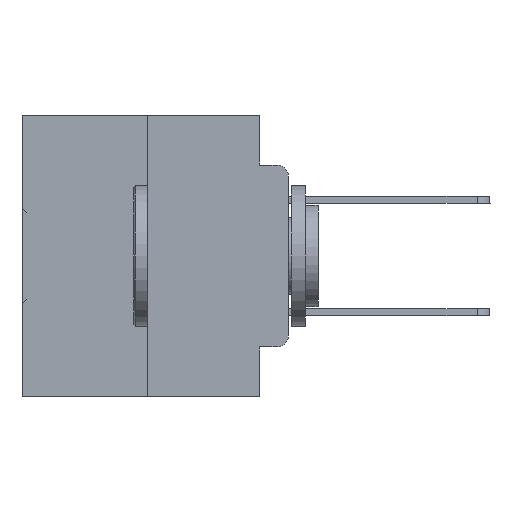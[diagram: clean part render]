
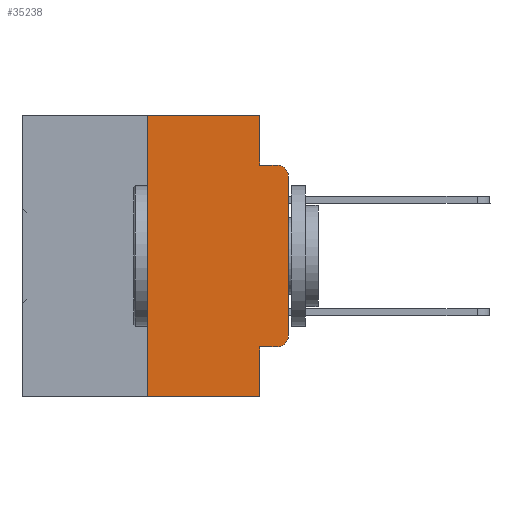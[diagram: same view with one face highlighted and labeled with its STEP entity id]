
A CAD part, left-side view. The second image highlights one B-rep face of the part: STEP entity #35238.
In plain terms, the highlighted planar face has unit normal (-1, 0, 0).
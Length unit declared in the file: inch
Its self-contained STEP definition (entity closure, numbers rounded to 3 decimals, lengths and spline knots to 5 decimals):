
#5 = VERTEX_POINT ( 'NONE', #32804 ) ;
#180 = CIRCLE ( 'NONE', #25941, 0.02 ) ;
#241 = DIRECTION ( 'NONE',  ( 0., -1., 0. ) ) ;
#895 = DIRECTION ( 'NONE',  ( 0., -1., 0. ) ) ;
#1195 = ORIENTED_EDGE ( 'NONE', *, *, #21560, .T. ) ;
#1255 = VERTEX_POINT ( 'NONE', #7444 ) ;
#1798 = VECTOR ( 'NONE', #33830, 39.37008 ) ;
#1869 = EDGE_CURVE ( 'NONE', #32311, #23884, #6845, .T. ) ;
#2061 = LINE ( 'NONE', #15119, #27836 ) ;
#2221 = LINE ( 'NONE', #9872, #4071 ) ;
#3199 = CARTESIAN_POINT ( 'NONE',  ( 0., 0.25, -0.5 ) ) ;
#4071 = VECTOR ( 'NONE', #26955, 39.37008 ) ;
#4803 = EDGE_CURVE ( 'NONE', #17259, #1255, #2221, .T. ) ;
#4848 = CARTESIAN_POINT ( 'NONE',  ( 0., 0.473, 0. ) ) ;
#4944 = CARTESIAN_POINT ( 'NONE',  ( 0., 0.02, -0.1085 ) ) ;
#4978 = AXIS2_PLACEMENT_3D ( 'NONE', #4944, #27779, #5329 ) ;
#5329 = DIRECTION ( 'NONE',  ( 0., 0., -1. ) ) ;
#5676 = VERTEX_POINT ( 'NONE', #13755 ) ;
#5702 = VECTOR ( 'NONE', #13032, 39.37008 ) ;
#5910 = EDGE_CURVE ( 'NONE', #5, #23884, #29776, .T. ) ;
#6195 = CARTESIAN_POINT ( 'NONE',  ( 0., 0.051, -0.5 ) ) ;
#6845 = LINE ( 'NONE', #10379, #13461 ) ;
#7444 = CARTESIAN_POINT ( 'NONE',  ( 0., 0.051, 0. ) ) ;
#7590 = ORIENTED_EDGE ( 'NONE', *, *, #23098, .T. ) ;
#8466 = CARTESIAN_POINT ( 'NONE',  ( 0., 0., -0.3915 ) ) ;
#9872 = CARTESIAN_POINT ( 'NONE',  ( 0., 0.473, 0. ) ) ;
#10366 = LINE ( 'NONE', #16100, #32120 ) ;
#10379 = CARTESIAN_POINT ( 'NONE',  ( 0., 0.051, -0.0885 ) ) ;
#11575 = EDGE_CURVE ( 'NONE', #5676, #31600, #34449, .T. ) ;
#12415 = VECTOR ( 'NONE', #16747, 39.37008 ) ;
#12683 = VERTEX_POINT ( 'NONE', #18087 ) ;
#13032 = DIRECTION ( 'NONE',  ( 0., 0., 1. ) ) ;
#13044 = EDGE_CURVE ( 'NONE', #5676, #12683, #10366, .T. ) ;
#13179 = PLANE ( 'NONE',  #21138 ) ;
#13328 = DIRECTION ( 'NONE',  ( 0., -1., 0. ) ) ;
#13461 = VECTOR ( 'NONE', #241, 39.37008 ) ;
#13755 = CARTESIAN_POINT ( 'NONE',  ( 0., 0.051, -0.4115 ) ) ;
#14250 = ORIENTED_EDGE ( 'NONE', *, *, #11575, .F. ) ;
#15119 = CARTESIAN_POINT ( 'NONE',  ( 0., 0.473, -0.5 ) ) ;
#15429 = ORIENTED_EDGE ( 'NONE', *, *, #1869, .F. ) ;
#16100 = CARTESIAN_POINT ( 'NONE',  ( 0., 0.051, -0.4115 ) ) ;
#16422 = ORIENTED_EDGE ( 'NONE', *, *, #5910, .T. ) ;
#16587 = DIRECTION ( 'NONE',  ( -1., 0., 0. ) ) ;
#16723 = ORIENTED_EDGE ( 'NONE', *, *, #22553, .T. ) ;
#16747 = DIRECTION ( 'NONE',  ( 0., 0., 1. ) ) ;
#17022 = CARTESIAN_POINT ( 'NONE',  ( 0., 0.02, -0.3915 ) ) ;
#17259 = VERTEX_POINT ( 'NONE', #17618 ) ;
#17618 = CARTESIAN_POINT ( 'NONE',  ( 0., 0.25, 0. ) ) ;
#18087 = CARTESIAN_POINT ( 'NONE',  ( 0., 0.02, -0.4115 ) ) ;
#18319 = EDGE_CURVE ( 'NONE', #1255, #32311, #24469, .T. ) ;
#18819 = EDGE_LOOP ( 'NONE', ( #7590, #16422, #15429, #29579, #32995, #21056, #1195, #14250, #31202, #16723 ) ) ;
#19888 = DIRECTION ( 'NONE',  ( 0., 0., -1. ) ) ;
#20556 = CARTESIAN_POINT ( 'NONE',  ( 0., 0.02, -0.0885 ) ) ;
#21056 = ORIENTED_EDGE ( 'NONE', *, *, #24653, .F. ) ;
#21138 = AXIS2_PLACEMENT_3D ( 'NONE', #4848, #27814, #36181 ) ;
#21211 = LINE ( 'NONE', #26695, #5702 ) ;
#21560 = EDGE_CURVE ( 'NONE', #22650, #31600, #2061, .T. ) ;
#22295 = CARTESIAN_POINT ( 'NONE',  ( 0., 0., 0. ) ) ;
#22553 = EDGE_CURVE ( 'NONE', #12683, #28483, #180, .T. ) ;
#22650 = VERTEX_POINT ( 'NONE', #3199 ) ;
#23098 = EDGE_CURVE ( 'NONE', #28483, #5, #30191, .T. ) ;
#23472 = CARTESIAN_POINT ( 'NONE',  ( 0., 0.051, 0. ) ) ;
#23884 = VERTEX_POINT ( 'NONE', #20556 ) ;
#24469 = LINE ( 'NONE', #33961, #1798 ) ;
#24653 = EDGE_CURVE ( 'NONE', #22650, #17259, #21211, .T. ) ;
#25941 = AXIS2_PLACEMENT_3D ( 'NONE', #17022, #16587, #19888 ) ;
#26695 = CARTESIAN_POINT ( 'NONE',  ( 0., 0.25, 0. ) ) ;
#26955 = DIRECTION ( 'NONE',  ( 0., -1., 0. ) ) ;
#27779 = DIRECTION ( 'NONE',  ( -1., 0., 0. ) ) ;
#27814 = DIRECTION ( 'NONE',  ( 1., 0., 0. ) ) ;
#27836 = VECTOR ( 'NONE', #895, 39.37008 ) ;
#28483 = VERTEX_POINT ( 'NONE', #8466 ) ;
#28596 = CARTESIAN_POINT ( 'NONE',  ( 0., 0.051, -0.0885 ) ) ;
#29445 = DIRECTION ( 'NONE',  ( 0., 0., -1. ) ) ;
#29549 = VECTOR ( 'NONE', #29445, 39.37008 ) ;
#29579 = ORIENTED_EDGE ( 'NONE', *, *, #18319, .F. ) ;
#29621 = FACE_OUTER_BOUND ( 'NONE', #18819, .T. ) ;
#29776 = CIRCLE ( 'NONE', #4978, 0.02 ) ;
#30191 = LINE ( 'NONE', #22295, #12415 ) ;
#31202 = ORIENTED_EDGE ( 'NONE', *, *, #13044, .T. ) ;
#31600 = VERTEX_POINT ( 'NONE', #6195 ) ;
#32120 = VECTOR ( 'NONE', #13328, 39.37008 ) ;
#32311 = VERTEX_POINT ( 'NONE', #28596 ) ;
#32804 = CARTESIAN_POINT ( 'NONE',  ( 0., 0., -0.1085 ) ) ;
#32995 = ORIENTED_EDGE ( 'NONE', *, *, #4803, .F. ) ;
#33830 = DIRECTION ( 'NONE',  ( 0., 0., -1. ) ) ;
#33961 = CARTESIAN_POINT ( 'NONE',  ( 0., 0.051, 0. ) ) ;
#34449 = LINE ( 'NONE', #23472, #29549 ) ;
#35238 = ADVANCED_FACE ( 'NONE', ( #29621 ), #13179, .F. ) ;
#36181 = DIRECTION ( 'NONE',  ( 0., 0., -1. ) ) ;
